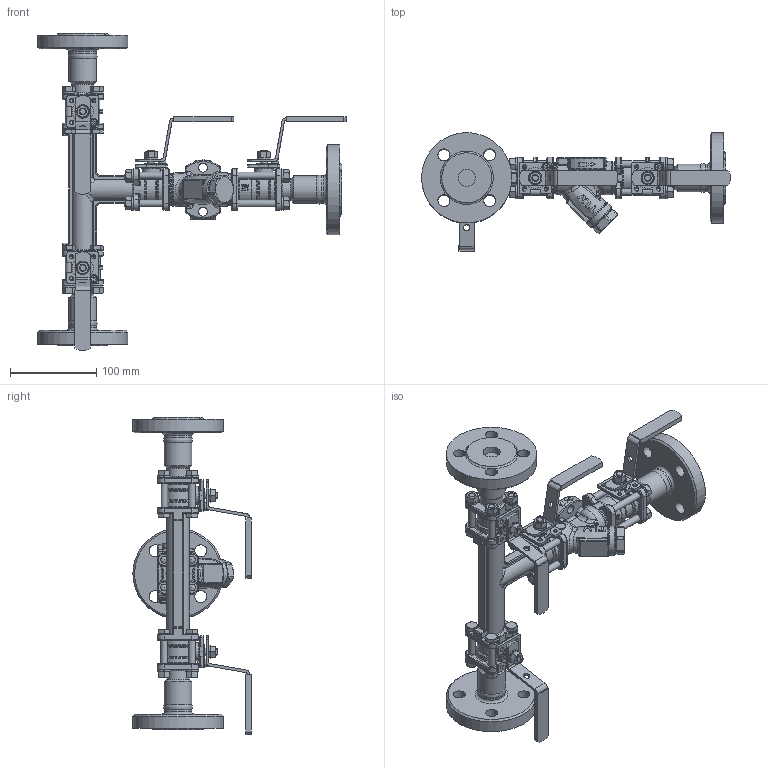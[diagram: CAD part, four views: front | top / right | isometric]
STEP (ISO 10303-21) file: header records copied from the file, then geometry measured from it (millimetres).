
FILE_DESCRIPTION(/* description */ (''),/* implementation_level */ '2;1');
FILE_NAME(/* name */ 'qs10t-020-e0040-00.stp',/* time_stamp */ '2022-05-19T10:57:39+09:00',/* author */ ('mafukuda'),/* organization */ (''),/* preprocessor_version */ 'ST-DEVELOPER v18',/* originating_system */ 'Autodesk Inventor 2020',/* authorisation */ '');
FILE_SCHEMA (('AUTOMOTIVE_DESIGN { 1 0 10303 214 3 1 1 }'));
Products named in the file (1): qs10t-020-e0040-00
Bounding box: 359 x 137.5 x 368.5 mm (x, y, z)
Volume: 1150908.6 mm3; surface area: 243564.5 mm2
Topology: 1 solids, 6 shells, 2430 faces, 6295 edges, 3773 vertices
Faces by surface type: plane 880, cylinder 684, bspline 329, torus 239, cone 234, sphere 64
Full cylindrical faces by diameter (mm): 5 x20, 5.3 x4, 6.647 x4, 7 x1, 7.5 x4, 8 x20, 8.5 x4, 8.7 x28, 9 x4, 10 x4, 10.5 x2, 11.63 x8, 14 x12, 14.9 x4, 16 x5, 20 x3, 24 x1, 24.2 x1, 24.5 x4, 25 x1, 26 x3, 29 x1, 32 x6, 34 x1, 35.6 x1, 37 x10, 39 x1, 105 x3
Entity records: 85776 total; most frequent: CARTESIAN_POINT 27923, ORIENTED_EDGE 12306, DIRECTION 11904, EDGE_CURVE 6153, AXIS2_PLACEMENT_3D 4838, VERTEX_POINT 3773, EDGE_LOOP 2650, CIRCLE 2448
